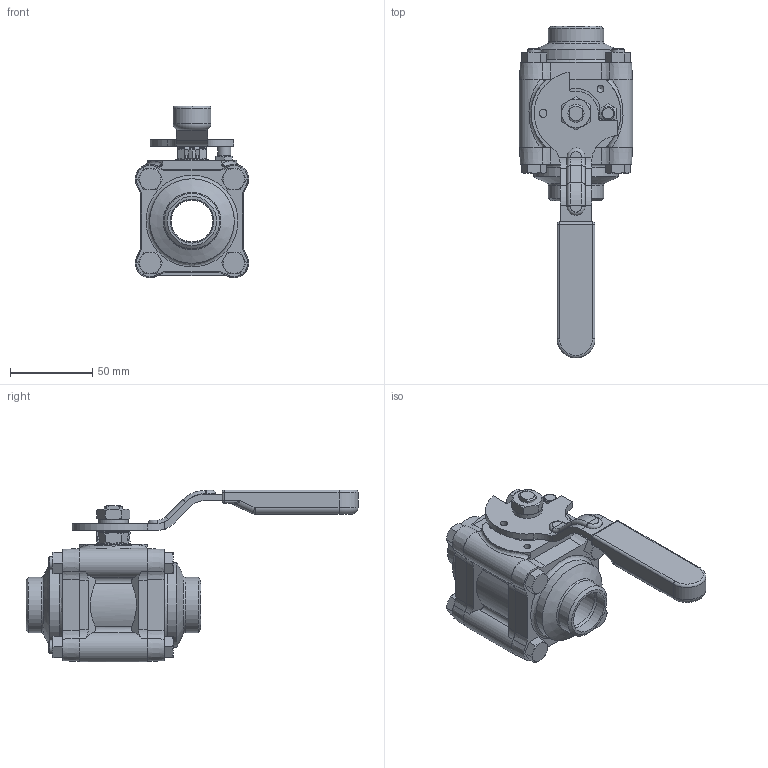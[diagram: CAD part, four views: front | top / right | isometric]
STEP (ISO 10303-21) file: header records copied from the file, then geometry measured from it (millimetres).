
FILE_DESCRIPTION((''),'2;1');
FILE_NAME('GA-A59-10-BWA-W-A-1.stp','2011-05-16T13:11:42',('jaday'),(''),'Autodesk Inventor 2009','Autodesk Inventor 2009','');
FILE_SCHEMA(('AUTOMOTIVE_DESIGN { 1 0 10303 214 1 1 1 1 }'));
Length unit declared in the file: millimetre
Products named in the file (12): GA-A59-10-BWA-W-A-1; GA-B04412-16254-A-1; GA-B05910-27100-A-1; GA-A44-10-STEM-BUILD-A-1; GA-B00010-06002-A-1; GA-B00010-52001-A-1; M08-8-070-110-A-1; M08-8-000-360-A-1; GA-B04410-01002-A-1; GA-B00010-34000-A-1; M12-0-000-5DS-A-1; GA-B04412-60036-A-1
Assembly tree (19 placements, depth 2):
  GA-A59-10-BWA-W-A-1
    GA-B04412-16254-A-1
    GA-B05910-27100-A-1  x2
    GA-A44-10-STEM-BUILD-A-1
    GA-B00010-06002-A-1  x2
    GA-B00010-52001-A-1
    M08-8-070-110-A-1  x4
    M08-8-000-360-A-1  x4
    GA-B04410-01002-A-1
    GA-B00010-34000-A-1
    M12-0-000-5DS-A-1
    GA-B04412-60036-A-1
Bounding box: 68.94 x 201.43 x 104.26 mm (x, y, z)
Volume: 310906.6 mm3; surface area: 94328.4 mm2
Topology: 19 solids, 19 shells, 534 faces, 1294 edges, 803 vertices
Faces by surface type: plane 212, cone 134, cylinder 129, bspline 45, torus 8, sphere 6
Full cylindrical faces by diameter (mm): 4.8 x1, 6.647 x4, 7.925 x1, 8 x4, 8.5 x12, 10.977 x1, 17.2 x1, 20.6 x1, 25.325 x1, 25.465 x2, 26.625 x2, 30.085 x1, 33.575 x2, 51.3 x2, 59.875 x2
Entity records: 12320 total; most frequent: CARTESIAN_POINT 3576, DIRECTION 1778, ORIENTED_EDGE 1712, EDGE_CURVE 856, AXIS2_PLACEMENT_3D 680, VERTEX_POINT 562, EDGE_LOOP 444, VECTOR 418
